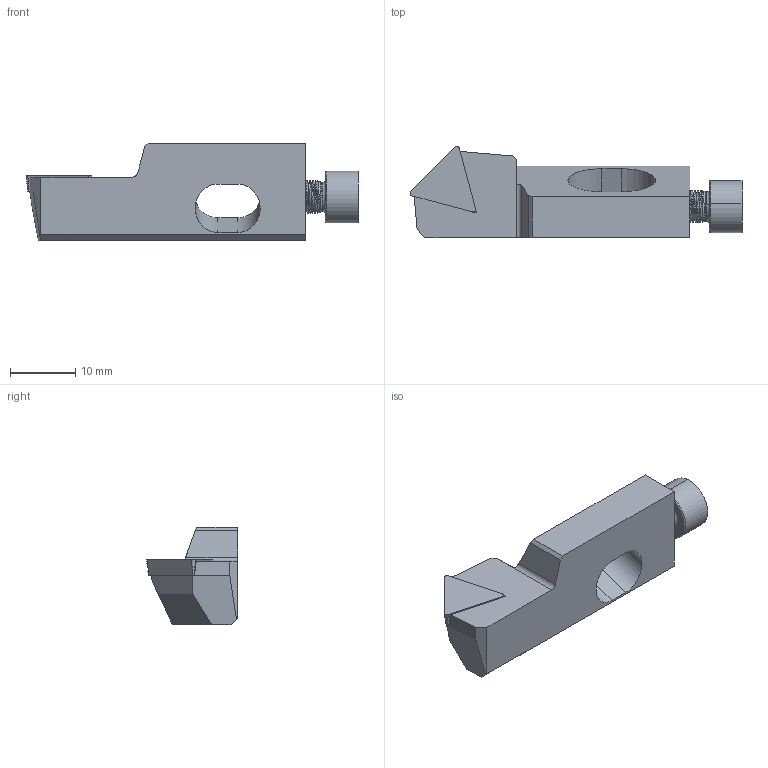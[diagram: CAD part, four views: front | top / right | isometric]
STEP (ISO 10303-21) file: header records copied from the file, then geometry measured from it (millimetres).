
FILE_DESCRIPTION (( 'STEP AP214' ), '1' );
FILE_NAME ('STSCL-10CA-11-LIGHT.STP', '2023-11-09T13:04:12', ( '' ), ( '' ), 'SwSTEP 2.0', 'SolidWorks 2018', '' );
FILE_SCHEMA (( 'AUTOMOTIVE_DESIGN' ));
Length unit declared in the file: millimetre
Products named in the file (1): STSCL-10CA-11-LIGHT
Bounding box: 51.03 x 14 x 15 mm (x, y, z)
Volume: 4634.6 mm3; surface area: 2720.3 mm2
Topology: 2 solids, 2 shells, 66 faces, 170 edges, 111 vertices
Faces by surface type: plane 34, cylinder 15, cone 9, torus 6, bspline 2
Entity records: 3948 total; most frequent: CARTESIAN_POINT 1621, ORIENTED_EDGE 340, DIRECTION 305, EDGE_CURVE 170, VERTEX_POINT 111, AXIS2_PLACEMENT_3D 102, LINE 101, VECTOR 101
